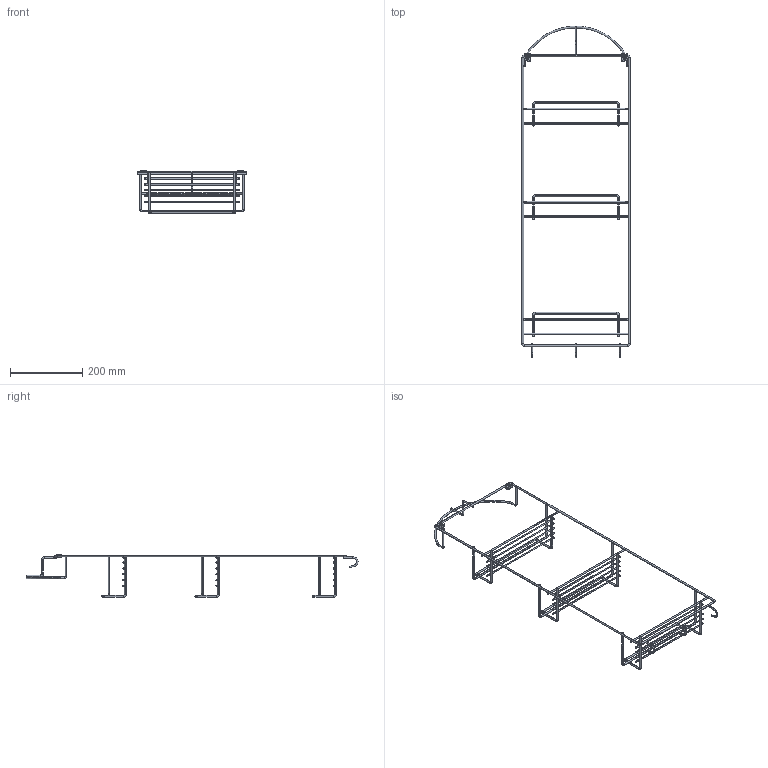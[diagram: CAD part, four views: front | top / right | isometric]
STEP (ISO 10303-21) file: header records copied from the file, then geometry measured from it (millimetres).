
FILE_DESCRIPTION (( 'STEP AP203' ), '1' );
FILE_NAME ('LM 698.STEP', '2023-02-22T13:15:11', ( '' ), ( '' ), 'SwSTEP 2.0', 'SolidWorks 2021', '' );
FILE_SCHEMA (( 'CONFIG_CONTROL_DESIGN' ));
Length unit declared in the file: millimetre
Products named in the file (3): 10966; 11940_Default<As Machined>; LM 698
Assembly tree (3 placements, depth 2):
  LM 698
    11940_Default<As Machined>
    10966  x2
Bounding box: 302 x 916.42 x 117.47 mm (x, y, z)
Volume: 185115.7 mm3; surface area: 162331.7 mm2
Topology: 32 solids, 32 shells, 416 faces, 870 edges, 512 vertices
Faces by surface type: torus 150, cylinder 146, plane 102, cone 10, sphere 8
Entity records: 10103 total; most frequent: DIRECTION 2062, CARTESIAN_POINT 1582, ORIENTED_EDGE 1508, AXIS2_PLACEMENT_3D 934, EDGE_CURVE 754, CIRCLE 558, VERTEX_POINT 446, EDGE_LOOP 374
